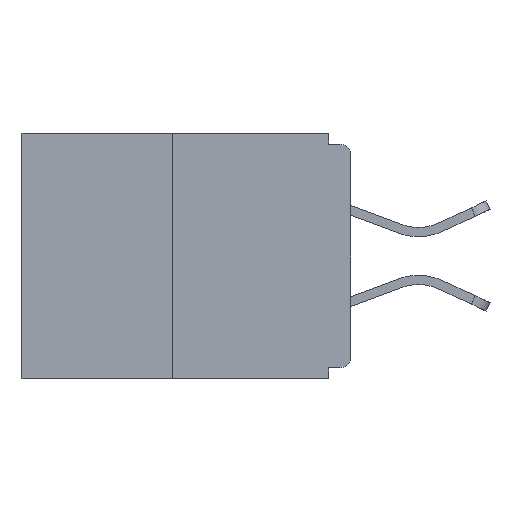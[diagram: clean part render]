
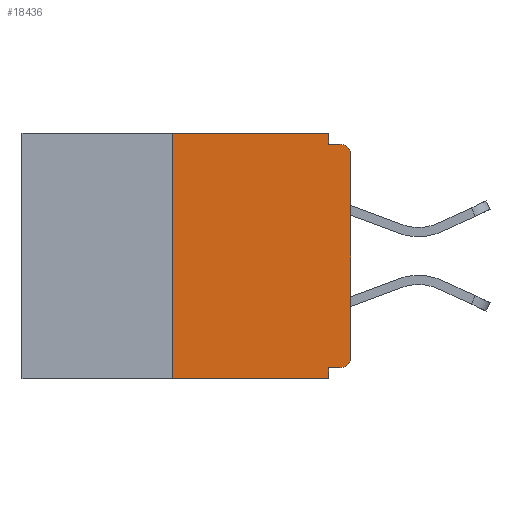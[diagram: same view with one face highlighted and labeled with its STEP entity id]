
A CAD part, left-side view. The second image highlights one B-rep face of the part: STEP entity #18436.
In plain terms, the highlighted planar face has unit normal (-1, 0, 0).
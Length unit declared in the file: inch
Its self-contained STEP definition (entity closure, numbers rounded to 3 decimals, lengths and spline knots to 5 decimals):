
#63 = DIRECTION ( 'NONE',  ( 1., 0., 0. ) ) ;
#128 = VECTOR ( 'NONE', #9366, 39.37008 ) ;
#381 = CARTESIAN_POINT ( 'NONE',  ( 0., 0.031, -0.343 ) ) ;
#655 = ORIENTED_EDGE ( 'NONE', *, *, #5707, .F. ) ;
#941 = VECTOR ( 'NONE', #6251, 39.37008 ) ;
#985 = CIRCLE ( 'NONE', #14529, 0.015 ) ;
#1146 = EDGE_LOOP ( 'NONE', ( #8450, #7954, #5134, #655, #2790, #17598, #15025, #6794, #8740, #6412 ) ) ;
#1385 = CARTESIAN_POINT ( 'NONE',  ( 0., 0.015, -0.328 ) ) ;
#1458 = VECTOR ( 'NONE', #16747, 39.37008 ) ;
#1634 = CARTESIAN_POINT ( 'NONE',  ( 0., 0.46, 0. ) ) ;
#1635 = VECTOR ( 'NONE', #13460, 39.37008 ) ;
#1721 = CARTESIAN_POINT ( 'NONE',  ( 0., 0.015, -0.313 ) ) ;
#2536 = EDGE_CURVE ( 'NONE', #8487, #9281, #9329, .T. ) ;
#2586 = CARTESIAN_POINT ( 'NONE',  ( 0., 0.031, -0.343 ) ) ;
#2622 = DIRECTION ( 'NONE',  ( 0., 0., 1. ) ) ;
#2790 = ORIENTED_EDGE ( 'NONE', *, *, #5123, .F. ) ;
#2855 = CARTESIAN_POINT ( 'NONE',  ( 0., 0.25, 0. ) ) ;
#3897 = DIRECTION ( 'NONE',  ( 0., 0., -1. ) ) ;
#3945 = CARTESIAN_POINT ( 'NONE',  ( 0., 0.25, -0.343 ) ) ;
#3964 = CARTESIAN_POINT ( 'NONE',  ( 0., 0.015, -0.03 ) ) ;
#3987 = LINE ( 'NONE', #10838, #128 ) ;
#4266 = CARTESIAN_POINT ( 'NONE',  ( 0., 0.015, -0.015 ) ) ;
#4343 = VECTOR ( 'NONE', #11852, 39.37008 ) ;
#4668 = LINE ( 'NONE', #6903, #1458 ) ;
#4887 = CARTESIAN_POINT ( 'NONE',  ( 0., 0.031, 0. ) ) ;
#5123 = EDGE_CURVE ( 'NONE', #7440, #13115, #8715, .T. ) ;
#5134 = ORIENTED_EDGE ( 'NONE', *, *, #7275, .T. ) ;
#5352 = DIRECTION ( 'NONE',  ( 0., 0., -1. ) ) ;
#5379 = VERTEX_POINT ( 'NONE', #6177 ) ;
#5707 = EDGE_CURVE ( 'NONE', #13115, #12174, #12324, .T. ) ;
#6177 = CARTESIAN_POINT ( 'NONE',  ( 0., 0.031, -0.015 ) ) ;
#6251 = DIRECTION ( 'NONE',  ( 0., 1., 0. ) ) ;
#6412 = ORIENTED_EDGE ( 'NONE', *, *, #13783, .F. ) ;
#6502 = VECTOR ( 'NONE', #7478, 39.37008 ) ;
#6644 = CARTESIAN_POINT ( 'NONE',  ( 0., 0.031, 0. ) ) ;
#6721 = CARTESIAN_POINT ( 'NONE',  ( 0., 0., -0.03 ) ) ;
#6794 = ORIENTED_EDGE ( 'NONE', *, *, #11902, .T. ) ;
#6903 = CARTESIAN_POINT ( 'NONE',  ( 0., 0.25, 0. ) ) ;
#7004 = CIRCLE ( 'NONE', #15020, 0.015 ) ;
#7275 = EDGE_CURVE ( 'NONE', #16315, #12174, #15198, .T. ) ;
#7349 = CARTESIAN_POINT ( 'NONE',  ( 0., 0., -0.015 ) ) ;
#7440 = VERTEX_POINT ( 'NONE', #1385 ) ;
#7462 = DIRECTION ( 'NONE',  ( 0., 0., -1. ) ) ;
#7478 = DIRECTION ( 'NONE',  ( 0., -1., 0. ) ) ;
#7487 = VECTOR ( 'NONE', #10193, 39.37008 ) ;
#7653 = CARTESIAN_POINT ( 'NONE',  ( 0., 0., -0.328 ) ) ;
#7954 = ORIENTED_EDGE ( 'NONE', *, *, #18648, .F. ) ;
#7971 = AXIS2_PLACEMENT_3D ( 'NONE', #1634, #63, #7462 ) ;
#8315 = LINE ( 'NONE', #7349, #6502 ) ;
#8450 = ORIENTED_EDGE ( 'NONE', *, *, #8881, .F. ) ;
#8487 = VERTEX_POINT ( 'NONE', #16186 ) ;
#8715 = LINE ( 'NONE', #7653, #941 ) ;
#8740 = ORIENTED_EDGE ( 'NONE', *, *, #12930, .F. ) ;
#8881 = EDGE_CURVE ( 'NONE', #10434, #14759, #3987, .T. ) ;
#9281 = VERTEX_POINT ( 'NONE', #6721 ) ;
#9329 = LINE ( 'NONE', #10021, #15446 ) ;
#9366 = DIRECTION ( 'NONE',  ( 0., -1., 0. ) ) ;
#9444 = FACE_OUTER_BOUND ( 'NONE', #1146, .T. ) ;
#9782 = CARTESIAN_POINT ( 'NONE',  ( 0., 0.031, -0.328 ) ) ;
#10021 = CARTESIAN_POINT ( 'NONE',  ( 0., 0., 0. ) ) ;
#10193 = DIRECTION ( 'NONE',  ( 0., -1., 0. ) ) ;
#10434 = VERTEX_POINT ( 'NONE', #2855 ) ;
#10838 = CARTESIAN_POINT ( 'NONE',  ( 0., 0.46, 0. ) ) ;
#11464 = CARTESIAN_POINT ( 'NONE',  ( 0., 0.46, -0.343 ) ) ;
#11838 = PLANE ( 'NONE',  #7971 ) ;
#11852 = DIRECTION ( 'NONE',  ( 0., 0., -1. ) ) ;
#11902 = EDGE_CURVE ( 'NONE', #9281, #12203, #7004, .T. ) ;
#12174 = VERTEX_POINT ( 'NONE', #2586 ) ;
#12203 = VERTEX_POINT ( 'NONE', #4266 ) ;
#12324 = LINE ( 'NONE', #381, #4343 ) ;
#12540 = DIRECTION ( 'NONE',  ( -1., 0., 0. ) ) ;
#12930 = EDGE_CURVE ( 'NONE', #5379, #12203, #8315, .T. ) ;
#13115 = VERTEX_POINT ( 'NONE', #9782 ) ;
#13460 = DIRECTION ( 'NONE',  ( 0., 0., -1. ) ) ;
#13783 = EDGE_CURVE ( 'NONE', #14759, #5379, #17983, .T. ) ;
#14529 = AXIS2_PLACEMENT_3D ( 'NONE', #1721, #12540, #5352 ) ;
#14759 = VERTEX_POINT ( 'NONE', #6644 ) ;
#15020 = AXIS2_PLACEMENT_3D ( 'NONE', #3964, #15578, #3897 ) ;
#15025 = ORIENTED_EDGE ( 'NONE', *, *, #2536, .T. ) ;
#15198 = LINE ( 'NONE', #11464, #7487 ) ;
#15446 = VECTOR ( 'NONE', #2622, 39.37008 ) ;
#15578 = DIRECTION ( 'NONE',  ( -1., 0., 0. ) ) ;
#16186 = CARTESIAN_POINT ( 'NONE',  ( 0., 0., -0.313 ) ) ;
#16315 = VERTEX_POINT ( 'NONE', #3945 ) ;
#16747 = DIRECTION ( 'NONE',  ( 0., 0., 1. ) ) ;
#17598 = ORIENTED_EDGE ( 'NONE', *, *, #18588, .T. ) ;
#17983 = LINE ( 'NONE', #4887, #1635 ) ;
#18436 = ADVANCED_FACE ( 'NONE', ( #9444 ), #11838, .F. ) ;
#18588 = EDGE_CURVE ( 'NONE', #7440, #8487, #985, .T. ) ;
#18648 = EDGE_CURVE ( 'NONE', #16315, #10434, #4668, .T. ) ;
